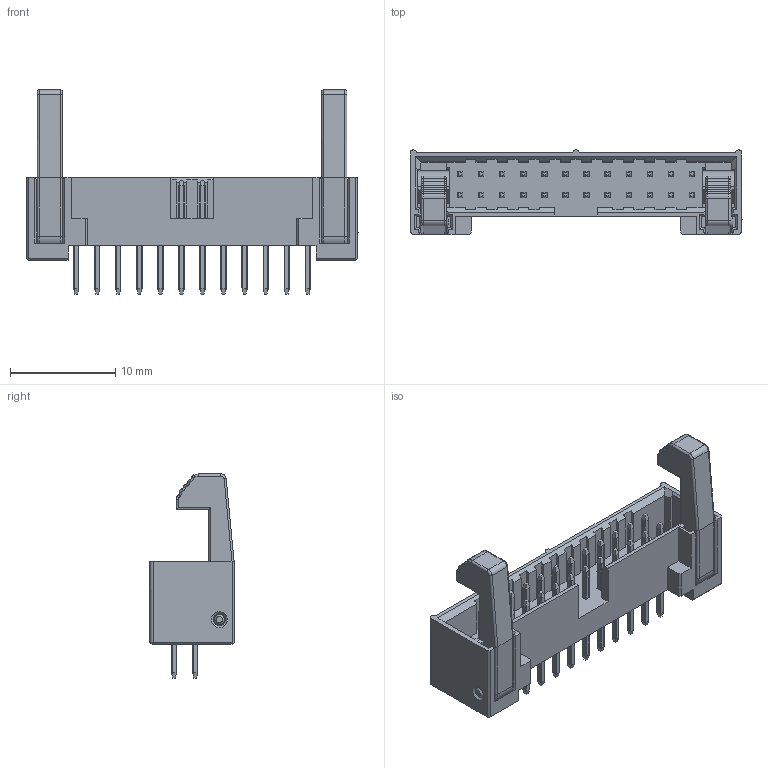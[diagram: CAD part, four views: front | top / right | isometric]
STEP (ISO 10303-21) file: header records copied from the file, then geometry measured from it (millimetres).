
FILE_DESCRIPTION( ('This file contains a STEP AP42 implementation' ,'as created by ZW3D STEP Interface translator.') ,'2;1' );
FILE_NAME( '3223-XXSXXBSX1.stp' ,'231127.172550', (''), ('ZWCAD Software Co.'), 'Version 1.0', 'ZW3D to STEP translator', '' );
FILE_SCHEMA(('AUTOMOTIVE_DESIGN { 1 0 10303 214 1 1 1 1 }'));
Length unit declared in the file: millimetre
Products named in the file (2): 0; 3223-24SG0BST1
Bounding box: 31.54 x 8 x 19.4 mm (x, y, z)
Volume: 503.1 mm3; surface area: 2241.2 mm2
Topology: 3 solids, 3 shells, 1307 faces, 3419 edges, 2176 vertices
Faces by surface type: plane 962, cylinder 265, torus 36, bspline 34, cone 6, sphere 4
Full cylindrical faces by diameter (mm): 0.8 x2, 1 x4, 1.1 x4
Entity records: 42514 total; most frequent: CARTESIAN_POINT 8992, ORIENTED_EDGE 6846, DIRECTION 6335, EDGE_CURVE 3423, VECTOR 2543, LINE 2543, VERTEX_POINT 2180, AXIS2_PLACEMENT_3D 1896
